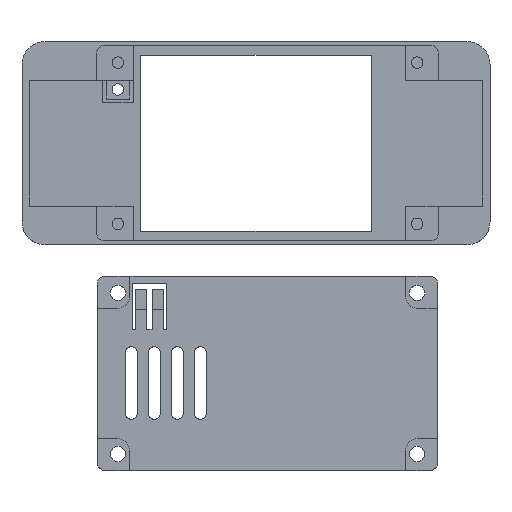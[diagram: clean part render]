
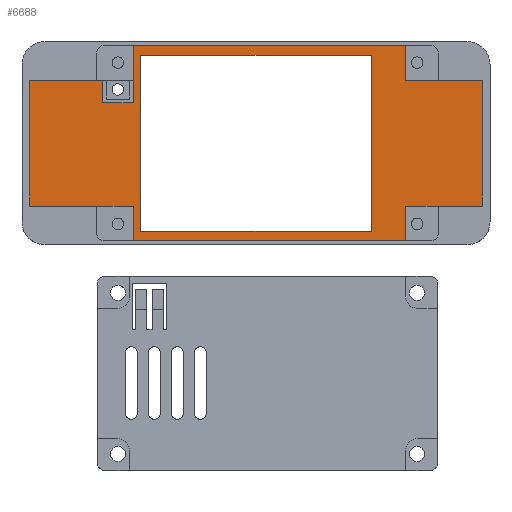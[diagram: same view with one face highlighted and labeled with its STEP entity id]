
A CAD part, top view. The second image highlights one B-rep face of the part: STEP entity #6688.
In plain terms, the highlighted planar face has unit normal (0, 0, 1).
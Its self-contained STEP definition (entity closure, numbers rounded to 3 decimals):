
#319 = VERTEX_POINT('',#320);
#320 = CARTESIAN_POINT('',(1.5,37.,0.));
#326 = EDGE_CURVE('',#327,#319,#329,.T.);
#327 = VERTEX_POINT('',#328);
#328 = CARTESIAN_POINT('',(9.5,37.,0.));
#329 = LINE('',#330,#331);
#330 = CARTESIAN_POINT('',(27.25,37.,0.));
#331 = VECTOR('',#332,1.);
#332 = DIRECTION('',(-1.,0.,0.));
#398 = VERTEX_POINT('',#399);
#399 = CARTESIAN_POINT('',(1.5,42.9,0.));
#405 = EDGE_CURVE('',#319,#398,#406,.T.);
#406 = LINE('',#407,#408);
#407 = CARTESIAN_POINT('',(1.5,31.75,0.));
#408 = VECTOR('',#409,1.);
#409 = DIRECTION('',(0.,1.,0.));
#464 = VERTEX_POINT('',#465);
#465 = CARTESIAN_POINT('',(-17.5,42.9,0.));
#471 = EDGE_CURVE('',#464,#398,#472,.T.);
#472 = LINE('',#473,#474);
#473 = CARTESIAN_POINT('',(9.5,42.9,0.));
#474 = VECTOR('',#475,1.);
#475 = DIRECTION('',(1.,0.,0.));
#5841 = VERTEX_POINT('',#5842);
#5842 = CARTESIAN_POINT('',(71.5,3.5,0.));
#5848 = EDGE_CURVE('',#5841,#5849,#5851,.T.);
#5849 = VERTEX_POINT('',#5850);
#5850 = CARTESIAN_POINT('',(71.5,49.5,0.));
#5851 = LINE('',#5852,#5853);
#5852 = CARTESIAN_POINT('',(71.5,3.,0.));
#5853 = VECTOR('',#5854,1.);
#5854 = DIRECTION('',(0.,1.,0.));
#5872 = VERTEX_POINT('',#5873);
#5873 = CARTESIAN_POINT('',(11.5,3.5,0.));
#5879 = EDGE_CURVE('',#5841,#5872,#5880,.T.);
#5880 = LINE('',#5881,#5882);
#5881 = CARTESIAN_POINT('',(10.,3.5,0.));
#5882 = VECTOR('',#5883,1.);
#5883 = DIRECTION('',(-1.,0.,0.));
#5896 = VERTEX_POINT('',#5897);
#5897 = CARTESIAN_POINT('',(11.5,49.5,0.));
#5903 = EDGE_CURVE('',#5896,#5872,#5904,.T.);
#5904 = LINE('',#5905,#5906);
#5905 = CARTESIAN_POINT('',(11.5,50.,0.));
#5906 = VECTOR('',#5907,1.);
#5907 = DIRECTION('',(0.,-1.,0.));
#5920 = EDGE_CURVE('',#5896,#5849,#5921,.T.);
#5921 = LINE('',#5922,#5923);
#5922 = CARTESIAN_POINT('',(73.,49.5,0.));
#5923 = VECTOR('',#5924,1.);
#5924 = DIRECTION('',(1.,0.,0.));
#6082 = VERTEX_POINT('',#6083);
#6083 = CARTESIAN_POINT('',(9.5,52.,0.));
#6089 = EDGE_CURVE('',#6082,#6090,#6092,.T.);
#6090 = VERTEX_POINT('',#6091);
#6091 = CARTESIAN_POINT('',(80.5,52.,0.));
#6092 = LINE('',#6093,#6094);
#6093 = CARTESIAN_POINT('',(9.5,52.,0.));
#6094 = VECTOR('',#6095,1.);
#6095 = DIRECTION('',(1.,0.,0.));
#6192 = EDGE_CURVE('',#6193,#464,#6195,.T.);
#6193 = VERTEX_POINT('',#6194);
#6194 = CARTESIAN_POINT('',(-17.5,10.1,0.));
#6195 = LINE('',#6196,#6197);
#6196 = CARTESIAN_POINT('',(-17.5,34.7,0.));
#6197 = VECTOR('',#6198,1.);
#6198 = DIRECTION('',(0.,1.,0.));
#6303 = EDGE_CURVE('',#6304,#6306,#6308,.T.);
#6304 = VERTEX_POINT('',#6305);
#6305 = CARTESIAN_POINT('',(100.5,42.9,0.));
#6306 = VERTEX_POINT('',#6307);
#6307 = CARTESIAN_POINT('',(100.5,10.1,0.));
#6308 = LINE('',#6309,#6310);
#6309 = CARTESIAN_POINT('',(100.5,18.3,0.));
#6310 = VECTOR('',#6311,1.);
#6311 = DIRECTION('',(0.,-1.,0.));
#6401 = VERTEX_POINT('',#6402);
#6402 = CARTESIAN_POINT('',(80.5,1.,0.));
#6408 = EDGE_CURVE('',#6409,#6401,#6411,.T.);
#6409 = VERTEX_POINT('',#6410);
#6410 = CARTESIAN_POINT('',(9.5,1.,0.));
#6411 = LINE('',#6412,#6413);
#6412 = CARTESIAN_POINT('',(9.5,1.,0.));
#6413 = VECTOR('',#6414,1.);
#6414 = DIRECTION('',(1.,0.,0.));
#6565 = VERTEX_POINT('',#6566);
#6566 = CARTESIAN_POINT('',(9.5,10.1,0.));
#6572 = EDGE_CURVE('',#6565,#6193,#6573,.T.);
#6573 = LINE('',#6574,#6575);
#6574 = CARTESIAN_POINT('',(0.625,10.1,0.));
#6575 = VECTOR('',#6576,1.);
#6576 = DIRECTION('',(-1.,0.,0.));
#6591 = VERTEX_POINT('',#6592);
#6592 = CARTESIAN_POINT('',(80.5,42.9,0.));
#6598 = EDGE_CURVE('',#6591,#6304,#6599,.T.);
#6599 = LINE('',#6600,#6601);
#6600 = CARTESIAN_POINT('',(85.625,42.9,0.));
#6601 = VECTOR('',#6602,1.);
#6602 = DIRECTION('',(1.,0.,0.));
#6618 = EDGE_CURVE('',#6565,#6409,#6619,.T.);
#6619 = LINE('',#6620,#6621);
#6620 = CARTESIAN_POINT('',(9.5,52.,0.));
#6621 = VECTOR('',#6622,1.);
#6622 = DIRECTION('',(0.,-1.,0.));
#6632 = EDGE_CURVE('',#6082,#327,#6633,.T.);
#6633 = LINE('',#6634,#6635);
#6634 = CARTESIAN_POINT('',(9.5,34.7,0.));
#6635 = VECTOR('',#6636,1.);
#6636 = DIRECTION('',(0.,-1.,0.));
#6654 = EDGE_CURVE('',#6591,#6090,#6655,.T.);
#6655 = LINE('',#6656,#6657);
#6656 = CARTESIAN_POINT('',(80.5,1.,0.));
#6657 = VECTOR('',#6658,1.);
#6658 = DIRECTION('',(0.,1.,0.));
#6669 = VERTEX_POINT('',#6670);
#6670 = CARTESIAN_POINT('',(80.5,10.1,0.));
#6676 = EDGE_CURVE('',#6401,#6669,#6677,.T.);
#6677 = LINE('',#6678,#6679);
#6678 = CARTESIAN_POINT('',(80.5,1.,0.));
#6679 = VECTOR('',#6680,1.);
#6680 = DIRECTION('',(0.,1.,0.));
#6688 = ADVANCED_FACE('',(#6689,#6710),#6716,.T.);
#6689 = FACE_BOUND('',#6690,.T.);
#6690 = EDGE_LOOP('',(#6691,#6692,#6693,#6694,#6695,#6696,#6697,#6698,
    #6704,#6705,#6706,#6707,#6708,#6709));
#6691 = ORIENTED_EDGE('',*,*,#405,.T.);
#6692 = ORIENTED_EDGE('',*,*,#471,.F.);
#6693 = ORIENTED_EDGE('',*,*,#6192,.F.);
#6694 = ORIENTED_EDGE('',*,*,#6572,.F.);
#6695 = ORIENTED_EDGE('',*,*,#6618,.T.);
#6696 = ORIENTED_EDGE('',*,*,#6408,.T.);
#6697 = ORIENTED_EDGE('',*,*,#6676,.T.);
#6698 = ORIENTED_EDGE('',*,*,#6699,.F.);
#6699 = EDGE_CURVE('',#6306,#6669,#6700,.T.);
#6700 = LINE('',#6701,#6702);
#6701 = CARTESIAN_POINT('',(80.5,10.1,0.));
#6702 = VECTOR('',#6703,1.);
#6703 = DIRECTION('',(-1.,0.,0.));
#6704 = ORIENTED_EDGE('',*,*,#6303,.F.);
#6705 = ORIENTED_EDGE('',*,*,#6598,.F.);
#6706 = ORIENTED_EDGE('',*,*,#6654,.T.);
#6707 = ORIENTED_EDGE('',*,*,#6089,.F.);
#6708 = ORIENTED_EDGE('',*,*,#6632,.T.);
#6709 = ORIENTED_EDGE('',*,*,#326,.T.);
#6710 = FACE_BOUND('',#6711,.T.);
#6711 = EDGE_LOOP('',(#6712,#6713,#6714,#6715));
#6712 = ORIENTED_EDGE('',*,*,#5903,.F.);
#6713 = ORIENTED_EDGE('',*,*,#5920,.T.);
#6714 = ORIENTED_EDGE('',*,*,#5848,.F.);
#6715 = ORIENTED_EDGE('',*,*,#5879,.T.);
#6716 = PLANE('',#6717);
#6717 = AXIS2_PLACEMENT_3D('',#6718,#6719,#6720);
#6718 = CARTESIAN_POINT('',(45.,26.5,0.));
#6719 = DIRECTION('',(0.,0.,1.));
#6720 = DIRECTION('',(1.,0.,-0.));
